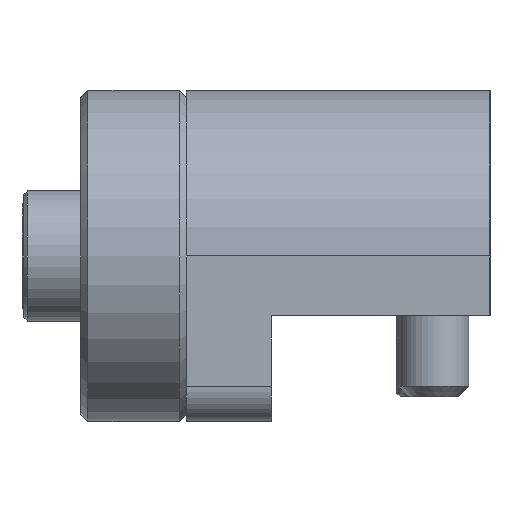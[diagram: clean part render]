
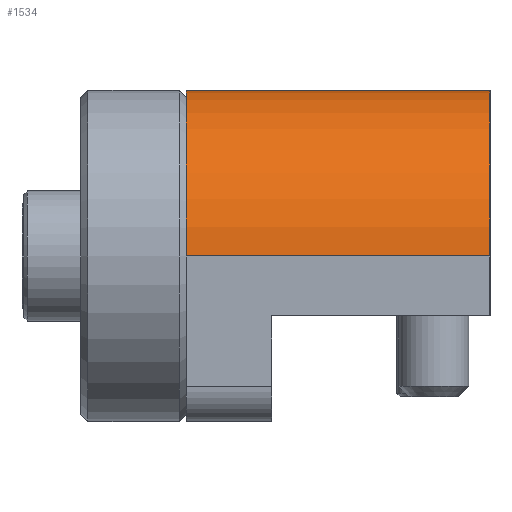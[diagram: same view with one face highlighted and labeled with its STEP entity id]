
A CAD part, left-side view. The second image highlights one B-rep face of the part: STEP entity #1534.
In plain terms, the highlighted cylindrical face has radius 2.35 mm (diameter 4.7 mm), a partial arc.
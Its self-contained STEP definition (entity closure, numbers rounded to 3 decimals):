
#137=CYLINDRICAL_SURFACE('',#1757,2.35);
#224=FACE_OUTER_BOUND('',#336,.T.);
#336=EDGE_LOOP('',(#1327,#1328,#1329,#1330));
#448=LINE('',#2655,#564);
#459=LINE('',#2677,#575);
#564=VECTOR('',#2187,1000.);
#575=VECTOR('',#2208,1000.);
#666=CIRCLE('',#1736,2.35);
#676=CIRCLE('',#1753,2.35);
#777=VERTEX_POINT('',#2610);
#778=VERTEX_POINT('',#2612);
#794=VERTEX_POINT('',#2653);
#796=VERTEX_POINT('',#2659);
#954=EDGE_CURVE('',#777,#778,#666,.T.);
#974=EDGE_CURVE('',#794,#777,#448,.T.);
#977=EDGE_CURVE('',#796,#794,#676,.T.);
#986=EDGE_CURVE('',#778,#796,#459,.T.);
#1327=ORIENTED_EDGE('',*,*,#954,.F.);
#1328=ORIENTED_EDGE('',*,*,#974,.F.);
#1329=ORIENTED_EDGE('',*,*,#977,.F.);
#1330=ORIENTED_EDGE('',*,*,#986,.F.);
#1534=ADVANCED_FACE('',(#224),#137,.T.);
#1736=AXIS2_PLACEMENT_3D('',#2613,#2145,#2146);
#1753=AXIS2_PLACEMENT_3D('',#2661,#2192,#2193);
#1757=AXIS2_PLACEMENT_3D('',#2681,#2211,#2212);
#2145=DIRECTION('center_axis',(0.,1.,0.));
#2146=DIRECTION('ref_axis',(-1.,0.,0.));
#2187=DIRECTION('',(0.,1.,0.));
#2192=DIRECTION('center_axis',(0.,-1.,0.));
#2193=DIRECTION('ref_axis',(1.,0.,0.));
#2208=DIRECTION('',(0.,-1.,0.));
#2211=DIRECTION('center_axis',(0.,1.,0.));
#2212=DIRECTION('ref_axis',(1.,0.,0.));
#2610=CARTESIAN_POINT('',(-13.344,3.21,-2.));
#2612=CARTESIAN_POINT('',(-15.694,3.21,-4.35));
#2613=CARTESIAN_POINT('Origin',(-15.694,3.21,-2.));
#2653=CARTESIAN_POINT('',(-13.344,-1.1,-2.));
#2655=CARTESIAN_POINT('',(-13.344,3.21,-2.));
#2659=CARTESIAN_POINT('',(-15.694,-1.1,-4.35));
#2661=CARTESIAN_POINT('Origin',(-15.694,-1.1,-2.));
#2677=CARTESIAN_POINT('',(-15.694,-1.1,-4.35));
#2681=CARTESIAN_POINT('Origin',(-15.694,1.055,-2.));
